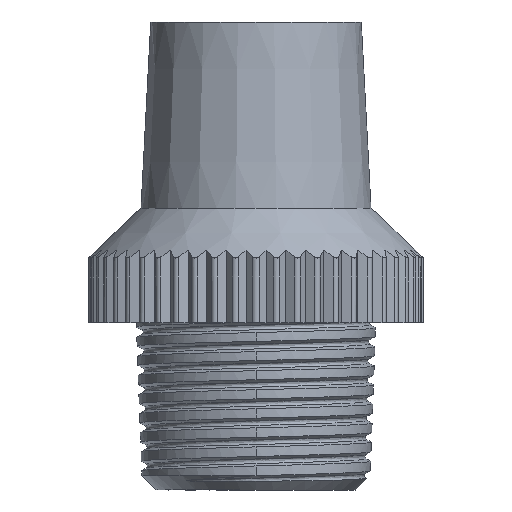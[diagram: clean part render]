
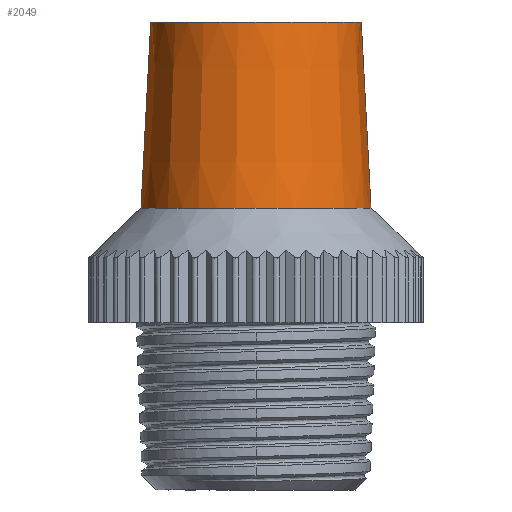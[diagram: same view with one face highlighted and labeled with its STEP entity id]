
A CAD part, front view. The second image highlights one B-rep face of the part: STEP entity #2049.
In plain terms, the highlighted conical face has half-angle 3 degrees and reference radius 8.3 mm.
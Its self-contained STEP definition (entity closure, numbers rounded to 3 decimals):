
#87 = ORIENTED_EDGE ( 'NONE', *, *, #2863, .T. ) ;
#95 = CONICAL_SURFACE ( 'NONE', #8686, 8.3, 0.052 ) ;
#1589 = LINE ( 'NONE', #10576, #4499 ) ;
#1603 = DIRECTION ( 'NONE',  ( 0., 0., -1. ) ) ;
#1630 = CARTESIAN_POINT ( 'NONE',  ( -7.357, 136.734, 248.9 ) ) ;
#2049 = ADVANCED_FACE ( 'NONE', ( #15586 ), #95, .T. ) ;
#2327 = CARTESIAN_POINT ( 'NONE',  ( -8.038, 136.734, 235.893 ) ) ;
#2393 = AXIS2_PLACEMENT_3D ( 'NONE', #16275, #4712, #9847 ) ;
#2863 = EDGE_CURVE ( 'NONE', #4366, #11663, #8016, .T. ) ;
#3497 = EDGE_CURVE ( 'NONE', #9574, #3973, #15579, .T. ) ;
#3973 = VERTEX_POINT ( 'NONE', #14052 ) ;
#4019 = CARTESIAN_POINT ( 'NONE',  ( 0., 136.734, 230.9 ) ) ;
#4037 = CARTESIAN_POINT ( 'NONE',  ( 8.3, 136.734, 230.9 ) ) ;
#4366 = VERTEX_POINT ( 'NONE', #2327 ) ;
#4499 = VECTOR ( 'NONE', #15733, 1000. ) ;
#4712 = DIRECTION ( 'NONE',  ( 0., 0., 1. ) ) ;
#4778 = DIRECTION ( 'NONE',  ( 0., 0., 1. ) ) ;
#4897 = EDGE_CURVE ( 'NONE', #3973, #11663, #15604, .T. ) ;
#4902 = ORIENTED_EDGE ( 'NONE', *, *, #4897, .F. ) ;
#6698 = DIRECTION ( 'NONE',  ( 1., 0., 0. ) ) ;
#8016 = CIRCLE ( 'NONE', #12347, 8.038 ) ;
#8496 = EDGE_CURVE ( 'NONE', #9574, #4366, #1589, .T. ) ;
#8686 = AXIS2_PLACEMENT_3D ( 'NONE', #4019, #1603, #6698 ) ;
#9167 = DIRECTION ( 'NONE',  ( 0.052, 0., -0.999 ) ) ;
#9574 = VERTEX_POINT ( 'NONE', #1630 ) ;
#9847 = DIRECTION ( 'NONE',  ( 1., 0., 0. ) ) ;
#9918 = DIRECTION ( 'NONE',  ( 1., 0., 0. ) ) ;
#10131 = CARTESIAN_POINT ( 'NONE',  ( 8.038, 136.734, 235.893 ) ) ;
#10226 = VECTOR ( 'NONE', #9167, 1000. ) ;
#10576 = CARTESIAN_POINT ( 'NONE',  ( -8.3, 136.734, 230.9 ) ) ;
#11663 = VERTEX_POINT ( 'NONE', #10131 ) ;
#12347 = AXIS2_PLACEMENT_3D ( 'NONE', #16344, #4778, #9918 ) ;
#14052 = CARTESIAN_POINT ( 'NONE',  ( 7.357, 136.734, 248.9 ) ) ;
#14276 = ORIENTED_EDGE ( 'NONE', *, *, #3497, .F. ) ;
#15309 = ORIENTED_EDGE ( 'NONE', *, *, #8496, .T. ) ;
#15359 = EDGE_LOOP ( 'NONE', ( #14276, #15309, #87, #4902 ) ) ;
#15579 = CIRCLE ( 'NONE', #2393, 7.357 ) ;
#15586 = FACE_OUTER_BOUND ( 'NONE', #15359, .T. ) ;
#15604 = LINE ( 'NONE', #4037, #10226 ) ;
#15733 = DIRECTION ( 'NONE',  ( -0.052, 0., -0.999 ) ) ;
#16275 = CARTESIAN_POINT ( 'NONE',  ( 0., 136.734, 248.9 ) ) ;
#16344 = CARTESIAN_POINT ( 'NONE',  ( 0., 136.734, 235.893 ) ) ;
